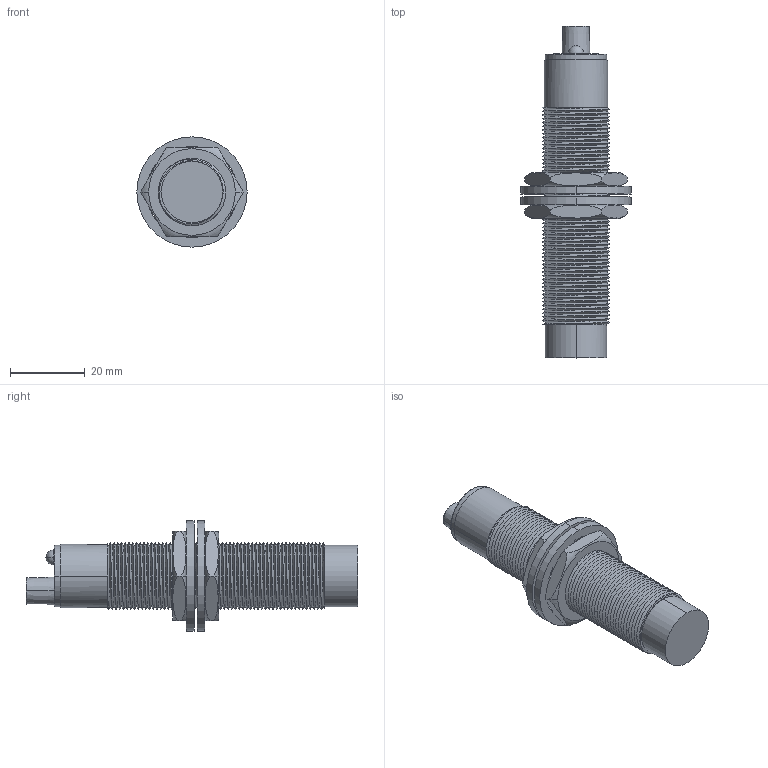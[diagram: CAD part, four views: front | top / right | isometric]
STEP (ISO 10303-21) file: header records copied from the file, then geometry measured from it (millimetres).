
FILE_DESCRIPTION((''),'2;1');
FILE_NAME('INDUCTIVE_SENSOR_ORANGE_ASM','2015-12-27T',('Chris'),(''),'CREO PARAMETRIC BY PTC INC, 2014350','CREO PARAMETRIC BY PTC INC, 2014350','');
FILE_SCHEMA(('CONFIG_CONTROL_DESIGN'));
Length unit declared in the file: millimetre
Products named in the file (4): LJ18A3-8-ZBX_BODY; LJ18A3-8-ZBX_NUT; LJ18A3-8-ZBX_WASHER; INDUCTIVE_SENSOR_ORANGE_ASM
Assembly tree (5 placements, depth 2):
  INDUCTIVE_SENSOR_ORANGE_ASM
    LJ18A3-8-ZBX_BODY
    LJ18A3-8-ZBX_NUT  x2
    LJ18A3-8-ZBX_WASHER  x2
Bounding box: 29.5 x 88.8 x 29.5 mm (x, y, z)
Volume: 21940.6 mm3; surface area: 12281.5 mm2
Topology: 5 solids, 5 shells, 189 faces, 585 edges, 407 vertices
Faces by surface type: plane 100, cylinder 40, bspline 33, torus 12, cone 2, sphere 2
Entity records: 16776 total; most frequent: CARTESIAN_POINT 13416, ORIENTED_EDGE 802, DIRECTION 516, EDGE_CURVE 401, VERTEX_POINT 287, AXIS2_PLACEMENT_3D 173, VECTOR 170, LINE 170
